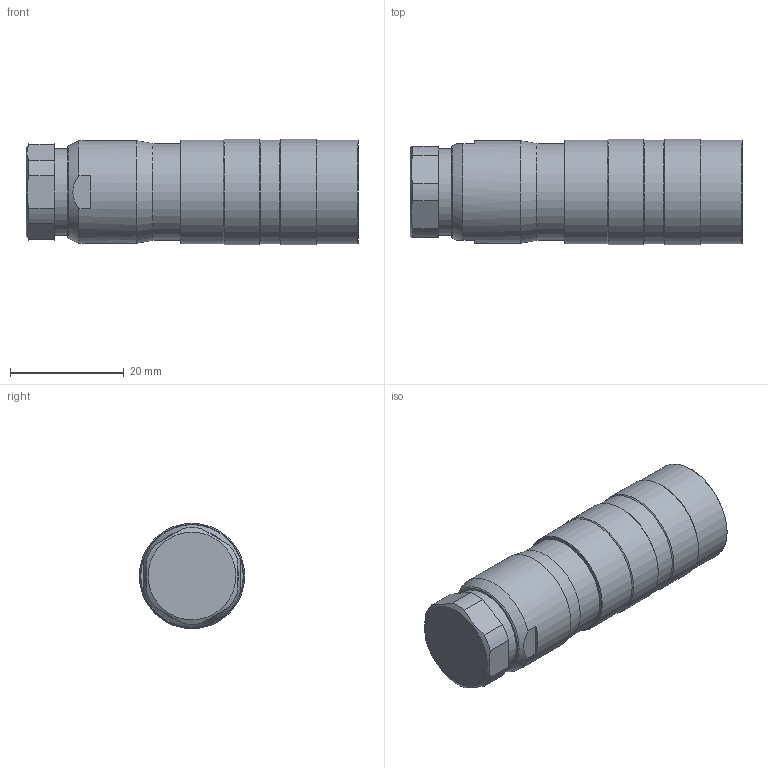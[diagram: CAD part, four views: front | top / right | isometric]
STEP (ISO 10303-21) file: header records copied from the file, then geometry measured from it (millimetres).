
FILE_DESCRIPTION(/* description */ (''),/* implementation_level */ '2;1');
FILE_NAME(/* name */ '99-5662-00-19-001_00.stp',/* time_stamp */ '2012-01-13T09:33:49+01:00',/* author */ (''),/* organization */ (''),/* preprocessor_version */ 'ST-DEVELOPER v11',/* originating_system */ 'UGS - NX 5.0',/* authorisation */ '');
FILE_SCHEMA (('CONFIG_CONTROL_DESIGN'));
Length unit declared in the file: millimetre
Products named in the file (1): kbor1A53q8s6
Bounding box: 58.3 x 18.5 x 18.5 mm (x, y, z)
Volume: 13488.3 mm3; surface area: 4850.8 mm2
Topology: 1 solids, 1 shells, 358 faces, 937 edges, 632 vertices
Faces by surface type: plane 155, cone 106, cylinder 57, torus 39, bspline 1
Full cylindrical faces by diameter (mm): 1.1 x19, 1.15 x19, 2.6 x1, 13.95 x1, 15.188 x1, 15.2 x1, 15.25 x1, 17 x1, 18 x1, 18.15 x3, 18.5 x2
Entity records: 10659 total; most frequent: CARTESIAN_POINT 2852, DIRECTION 1606, ORIENTED_EDGE 1472, AXIS2_PLACEMENT_3D 748, EDGE_CURVE 736, VERTEX_POINT 546, EDGE_LOOP 504, ADVANCED_FACE 358
